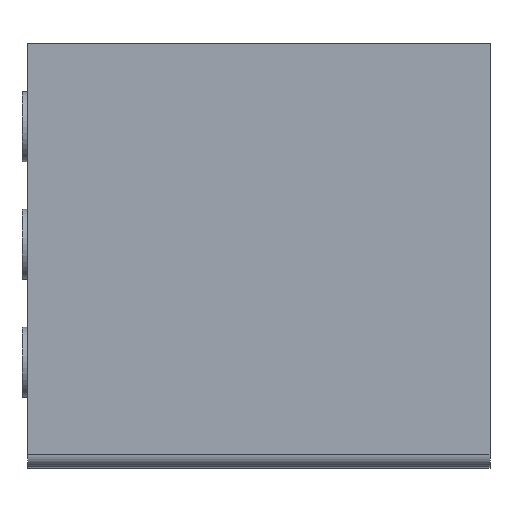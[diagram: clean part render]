
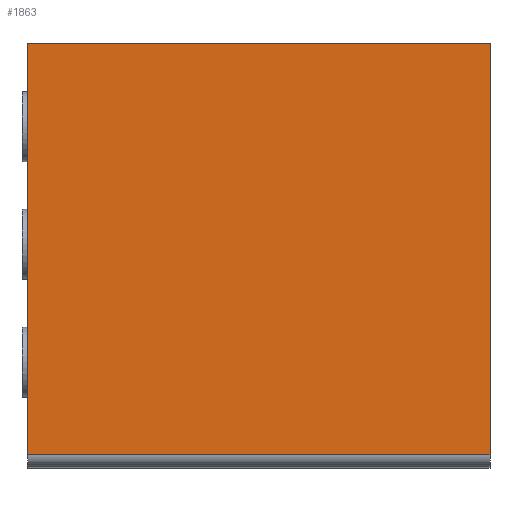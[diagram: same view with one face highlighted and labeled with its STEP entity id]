
A CAD part, top view. The second image highlights one B-rep face of the part: STEP entity #1863.
In plain terms, the highlighted planar face has unit normal (0, 0, 1).
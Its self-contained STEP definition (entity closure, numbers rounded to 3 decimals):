
#86=PLANE('',#2074);
#180=FACE_OUTER_BOUND('',#301,.T.);
#301=EDGE_LOOP('',(#1666,#1667,#1668,#1669));
#445=LINE('',#3401,#591);
#473=LINE('',#3506,#619);
#476=LINE('',#3515,#622);
#477=LINE('',#3517,#623);
#591=VECTOR('',#2471,10.);
#619=VECTOR('',#2585,10.);
#622=VECTOR('',#2594,10.);
#623=VECTOR('',#2597,10.);
#873=VERTEX_POINT('',#3398);
#874=VERTEX_POINT('',#3400);
#908=VERTEX_POINT('',#3505);
#910=VERTEX_POINT('',#3511);
#1116=EDGE_CURVE('',#873,#874,#445,.T.);
#1168=EDGE_CURVE('',#908,#874,#473,.T.);
#1173=EDGE_CURVE('',#908,#910,#476,.T.);
#1174=EDGE_CURVE('',#910,#873,#477,.T.);
#1666=ORIENTED_EDGE('',*,*,#1173,.F.);
#1667=ORIENTED_EDGE('',*,*,#1168,.T.);
#1668=ORIENTED_EDGE('',*,*,#1116,.F.);
#1669=ORIENTED_EDGE('',*,*,#1174,.F.);
#1863=ADVANCED_FACE('',(#180),#86,.T.);
#2074=AXIS2_PLACEMENT_3D('',#3516,#2595,#2596);
#2471=DIRECTION('',(1.,0.,0.));
#2585=DIRECTION('',(0.,1.,0.));
#2594=DIRECTION('',(-1.,0.,0.));
#2595=DIRECTION('center_axis',(0.,0.,1.));
#2596=DIRECTION('ref_axis',(-1.,0.,0.));
#2597=DIRECTION('',(0.,1.,0.));
#3398=CARTESIAN_POINT('',(-6.729,2.,33.057));
#3400=CARTESIAN_POINT('',(32.631,2.,33.057));
#3401=CARTESIAN_POINT('',(-6.729,2.,33.057));
#3505=CARTESIAN_POINT('',(32.631,-33.,33.057));
#3506=CARTESIAN_POINT('',(32.631,0.,33.057));
#3511=CARTESIAN_POINT('',(-6.729,-33.,33.057));
#3515=CARTESIAN_POINT('',(22.791,-33.,33.057));
#3516=CARTESIAN_POINT('Origin',(32.631,0.,33.057));
#3517=CARTESIAN_POINT('',(-6.729,0.,33.057));
